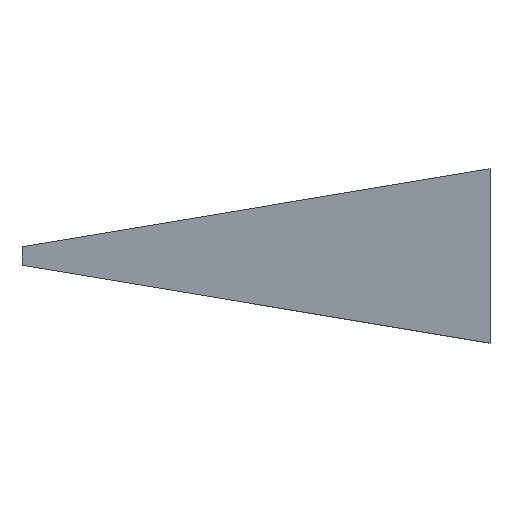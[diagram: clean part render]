
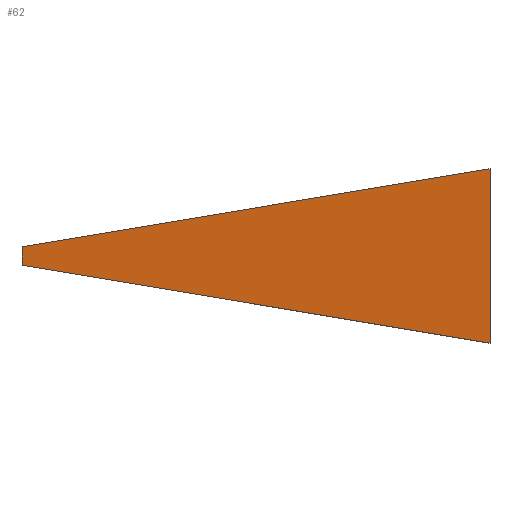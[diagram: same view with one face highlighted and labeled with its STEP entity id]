
A CAD part, top view. The second image highlights one B-rep face of the part: STEP entity #62.
In plain terms, the highlighted planar face has unit normal (-0.132, 0, 0.991).
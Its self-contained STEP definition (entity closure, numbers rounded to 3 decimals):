
#62=ADVANCED_FACE('',(#195),#197,.F.);
#195=FACE_BOUND('',#196,.T.);
#196=EDGE_LOOP('',(#307,#308,#309,#310));
#197=PLANE('',#198);
#198=AXIS2_PLACEMENT_3D('',#199,#200,#201);
#199=CARTESIAN_POINT('',(0.,-25.,0.));
#200=DIRECTION('',(0.132,0.,-0.991));
#201=DIRECTION('',(-0.991,0.,-0.132));
#307=ORIENTED_EDGE('',*,*,#371,.T.);
#308=ORIENTED_EDGE('',*,*,#372,.F.);
#309=ORIENTED_EDGE('',*,*,#373,.F.);
#310=ORIENTED_EDGE('',*,*,#374,.F.);
#371=EDGE_CURVE('',#407,#408,#409,.T.);
#372=EDGE_CURVE('',#410,#408,#411,.T.);
#373=EDGE_CURVE('',#412,#410,#413,.T.);
#374=EDGE_CURVE('',#407,#412,#414,.T.);
#407=VERTEX_POINT('',#469);
#408=VERTEX_POINT('',#470);
#409=LINE('',#471,#472);
#410=VERTEX_POINT('',#474);
#411=LINE('',#475,#476);
#412=VERTEX_POINT('',#478);
#413=LINE('',#479,#480);
#414=LINE('',#482,#483);
#469=CARTESIAN_POINT('',(-51.,-8.501,-6.781));
#470=CARTESIAN_POINT('',(-51.,-10.501,-6.781));
#471=CARTESIAN_POINT('',(-51.,-8.501,-6.781));
#472=VECTOR('',#473,1.);
#473=DIRECTION('',(0.,-1.,0.));
#474=CARTESIAN_POINT('',(0.,-19.,0.));
#475=CARTESIAN_POINT('',(0.,-19.,0.));
#476=VECTOR('',#477,1.);
#477=DIRECTION('',(-0.978,0.163,-0.13));
#478=CARTESIAN_POINT('',(0.,0.,0.));
#479=CARTESIAN_POINT('',(0.,0.,0.));
#480=VECTOR('',#481,1.);
#481=DIRECTION('',(0.,-1.,0.));
#482=CARTESIAN_POINT('',(-51.,-8.501,-6.781));
#483=VECTOR('',#484,1.);
#484=DIRECTION('',(0.978,0.163,0.13));
